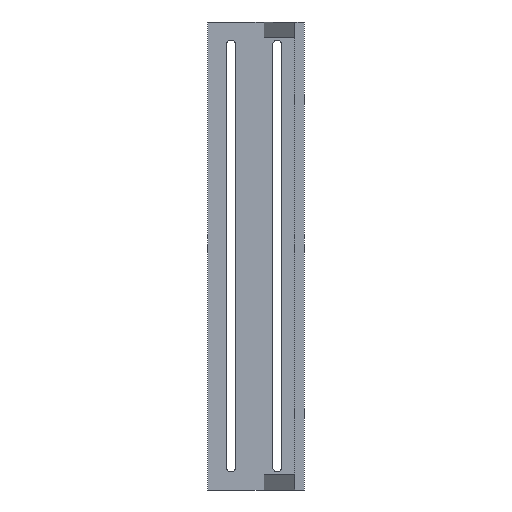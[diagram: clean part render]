
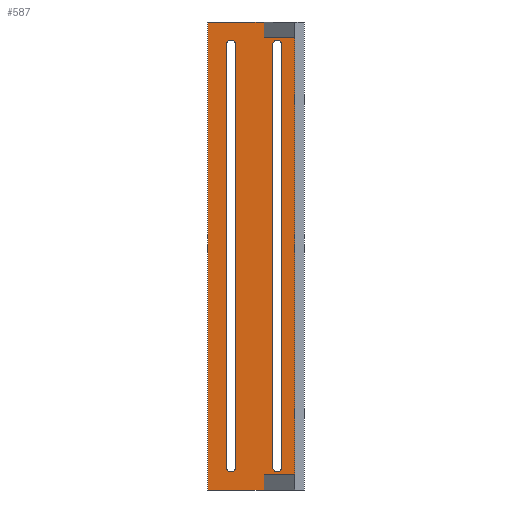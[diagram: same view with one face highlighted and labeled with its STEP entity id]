
A CAD part, left-side view. The second image highlights one B-rep face of the part: STEP entity #587.
In plain terms, the highlighted planar face has unit normal (-1, 0, 0).
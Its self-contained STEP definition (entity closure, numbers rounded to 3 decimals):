
#27=FACE_BOUND('',#116,.T.);
#28=FACE_BOUND('',#117,.T.);
#41=PLANE('',#650);
#75=FACE_OUTER_BOUND('',#115,.T.);
#115=EDGE_LOOP('',(#491,#492,#493,#494));
#116=EDGE_LOOP('',(#495,#496,#497,#498));
#117=EDGE_LOOP('',(#499,#500,#501,#502));
#147=LINE('',#868,#213);
#152=LINE('',#882,#218);
#155=LINE('',#892,#221);
#160=LINE('',#906,#226);
#169=LINE('',#927,#235);
#170=LINE('',#930,#236);
#171=LINE('',#932,#237);
#172=LINE('',#933,#238);
#213=VECTOR('',#708,10.);
#218=VECTOR('',#721,10.);
#221=VECTOR('',#732,10.);
#226=VECTOR('',#745,10.);
#235=VECTOR('',#764,10.);
#236=VECTOR('',#767,10.);
#237=VECTOR('',#768,10.);
#238=VECTOR('',#769,10.);
#269=CIRCLE('',#634,1.55);
#271=CIRCLE('',#638,1.55);
#273=CIRCLE('',#642,1.55);
#275=CIRCLE('',#646,1.55);
#289=VERTEX_POINT('',#866);
#290=VERTEX_POINT('',#867);
#293=VERTEX_POINT('',#875);
#295=VERTEX_POINT('',#881);
#297=VERTEX_POINT('',#890);
#298=VERTEX_POINT('',#891);
#301=VERTEX_POINT('',#899);
#303=VERTEX_POINT('',#905);
#309=VERTEX_POINT('',#923);
#310=VERTEX_POINT('',#925);
#311=VERTEX_POINT('',#929);
#312=VERTEX_POINT('',#931);
#347=EDGE_CURVE('',#289,#290,#147,.T.);
#351=EDGE_CURVE('',#290,#293,#269,.T.);
#354=EDGE_CURVE('',#293,#295,#152,.T.);
#357=EDGE_CURVE('',#295,#289,#271,.T.);
#359=EDGE_CURVE('',#297,#298,#155,.T.);
#363=EDGE_CURVE('',#298,#301,#273,.T.);
#366=EDGE_CURVE('',#301,#303,#160,.T.);
#369=EDGE_CURVE('',#303,#297,#275,.T.);
#377=EDGE_CURVE('',#309,#310,#169,.T.);
#378=EDGE_CURVE('',#309,#311,#170,.T.);
#379=EDGE_CURVE('',#312,#310,#171,.T.);
#380=EDGE_CURVE('',#311,#312,#172,.T.);
#491=ORIENTED_EDGE('',*,*,#378,.F.);
#492=ORIENTED_EDGE('',*,*,#377,.T.);
#493=ORIENTED_EDGE('',*,*,#379,.F.);
#494=ORIENTED_EDGE('',*,*,#380,.F.);
#495=ORIENTED_EDGE('',*,*,#347,.T.);
#496=ORIENTED_EDGE('',*,*,#351,.T.);
#497=ORIENTED_EDGE('',*,*,#354,.T.);
#498=ORIENTED_EDGE('',*,*,#357,.T.);
#499=ORIENTED_EDGE('',*,*,#359,.T.);
#500=ORIENTED_EDGE('',*,*,#363,.T.);
#501=ORIENTED_EDGE('',*,*,#366,.T.);
#502=ORIENTED_EDGE('',*,*,#369,.T.);
#587=ADVANCED_FACE('',(#75,#27,#28),#41,.T.);
#634=AXIS2_PLACEMENT_3D('',#876,#714,#715);
#638=AXIS2_PLACEMENT_3D('',#887,#726,#727);
#642=AXIS2_PLACEMENT_3D('',#900,#738,#739);
#646=AXIS2_PLACEMENT_3D('',#911,#750,#751);
#650=AXIS2_PLACEMENT_3D('',#928,#765,#766);
#708=DIRECTION('',(0.,0.,-1.));
#714=DIRECTION('center_axis',(1.,0.,0.));
#715=DIRECTION('ref_axis',(0.,-1.,0.));
#721=DIRECTION('',(0.,0.,1.));
#726=DIRECTION('center_axis',(1.,0.,0.));
#727=DIRECTION('ref_axis',(0.,1.,0.));
#732=DIRECTION('',(0.,0.,-1.));
#738=DIRECTION('center_axis',(1.,0.,0.));
#739=DIRECTION('ref_axis',(0.,-1.,0.));
#745=DIRECTION('',(0.,0.,1.));
#750=DIRECTION('center_axis',(1.,0.,0.));
#751=DIRECTION('ref_axis',(0.,1.,0.));
#764=DIRECTION('',(0.,1.,0.));
#765=DIRECTION('center_axis',(-1.,0.,0.));
#766=DIRECTION('ref_axis',(0.,0.,1.));
#767=DIRECTION('',(0.,0.,-1.));
#768=DIRECTION('',(0.,0.,1.));
#769=DIRECTION('',(0.,1.,0.));
#866=CARTESIAN_POINT('',(1.42,25.45,187.09));
#867=CARTESIAN_POINT('',(1.42,25.45,50.305));
#868=CARTESIAN_POINT('',(1.42,25.45,46.555));
#875=CARTESIAN_POINT('',(1.42,28.55,50.305));
#876=CARTESIAN_POINT('Origin',(1.42,27.,50.305));
#881=CARTESIAN_POINT('',(1.42,28.55,187.09));
#882=CARTESIAN_POINT('',(1.42,28.55,114.947));
#887=CARTESIAN_POINT('Origin',(1.42,27.,187.09));
#890=CARTESIAN_POINT('',(1.42,40.45,187.09));
#891=CARTESIAN_POINT('',(1.42,40.45,50.305));
#892=CARTESIAN_POINT('',(1.42,40.45,46.555));
#899=CARTESIAN_POINT('',(1.42,43.55,50.305));
#900=CARTESIAN_POINT('Origin',(1.42,42.,50.305));
#905=CARTESIAN_POINT('',(1.42,43.55,187.09));
#906=CARTESIAN_POINT('',(1.42,43.55,114.947));
#911=CARTESIAN_POINT('Origin',(1.42,42.,187.09));
#923=CARTESIAN_POINT('',(1.42,18.256,194.59));
#925=CARTESIAN_POINT('',(1.42,49.5,194.59));
#927=CARTESIAN_POINT('',(1.42,18.256,194.59));
#928=CARTESIAN_POINT('Origin',(1.42,18.256,42.805));
#929=CARTESIAN_POINT('',(1.42,18.256,42.805));
#930=CARTESIAN_POINT('',(1.42,18.256,194.59));
#931=CARTESIAN_POINT('',(1.42,49.5,42.805));
#932=CARTESIAN_POINT('',(1.42,49.5,194.59));
#933=CARTESIAN_POINT('',(1.42,18.256,42.805));
